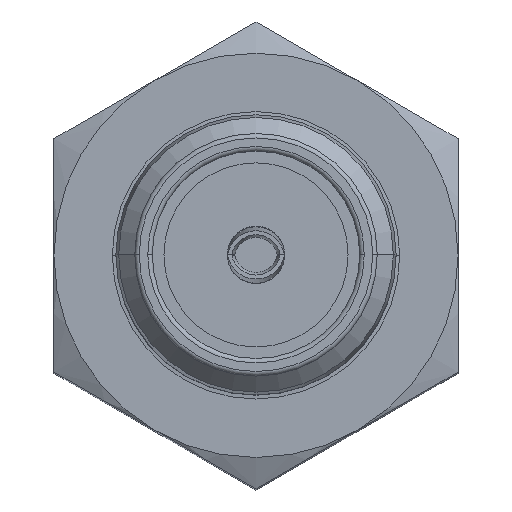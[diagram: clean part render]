
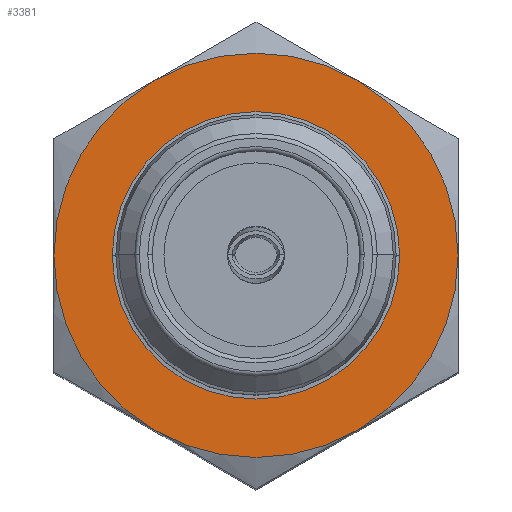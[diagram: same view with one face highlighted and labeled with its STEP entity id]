
A CAD part, top view. The second image highlights one B-rep face of the part: STEP entity #3381.
In plain terms, the highlighted planar face has unit normal (0, 0, 1).
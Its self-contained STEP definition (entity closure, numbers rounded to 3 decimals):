
#110 = CIRCLE ( 'NONE', #2862, 4.5 ) ;
#135 = CIRCLE ( 'NONE', #3059, 3.2 ) ;
#635 = EDGE_LOOP ( 'NONE', ( #1493, #1485 ) ) ;
#704 = CARTESIAN_POINT ( 'NONE',  ( 0., 0., -7.7 ) ) ;
#705 = DIRECTION ( 'NONE',  ( 0., 0., 1. ) ) ;
#706 = DIRECTION ( 'NONE',  ( 1., 0., 0. ) ) ;
#822 = CIRCLE ( 'NONE', #2212, 4.5 ) ;
#824 = CIRCLE ( 'NONE', #2210, 4.5 ) ;
#852 = CIRCLE ( 'NONE', #2220, 3.2 ) ;
#903 = CIRCLE ( 'NONE', #2845, 4.5 ) ;
#906 = CIRCLE ( 'NONE', #2847, 4.5 ) ;
#917 = CIRCLE ( 'NONE', #2852, 4.5 ) ;
#1485 = ORIENTED_EDGE ( 'NONE', *, *, #1603, .F. ) ;
#1493 = ORIENTED_EDGE ( 'NONE', *, *, #3175, .F. ) ;
#1494 = ORIENTED_EDGE ( 'NONE', *, *, #2898, .T. ) ;
#1497 = ORIENTED_EDGE ( 'NONE', *, *, #1580, .T. ) ;
#1506 = EDGE_LOOP ( 'NONE', ( #1494, #2990, #2986, #1497, #1683, #1698 ) ) ;
#1580 = EDGE_CURVE ( 'NONE', #3442, #3449, #824, .T. ) ;
#1586 = EDGE_CURVE ( 'NONE', #3434, #3426, #822, .T. ) ;
#1603 = EDGE_CURVE ( 'NONE', #3217, #3186, #852, .T. ) ;
#1683 = ORIENTED_EDGE ( 'NONE', *, *, #2950, .T. ) ;
#1698 = ORIENTED_EDGE ( 'NONE', *, *, #2900, .T. ) ;
#1785 = CARTESIAN_POINT ( 'NONE',  ( 0., 0., -7.7 ) ) ;
#1786 = DIRECTION ( 'NONE',  ( 0., 0., 1. ) ) ;
#1787 = DIRECTION ( 'NONE',  ( 1., 0., 0. ) ) ;
#1837 = CARTESIAN_POINT ( 'NONE',  ( 0., 0., -7.7 ) ) ;
#1838 = DIRECTION ( 'NONE',  ( 0., 0., 1. ) ) ;
#1839 = DIRECTION ( 'NONE',  ( 1., 0., 0. ) ) ;
#1844 = CARTESIAN_POINT ( 'NONE',  ( 0., 0., -7.7 ) ) ;
#1845 = DIRECTION ( 'NONE',  ( 0., 0., 1. ) ) ;
#1846 = DIRECTION ( 'NONE',  ( 1., 0., 0. ) ) ;
#1909 = DIRECTION ( 'NONE',  ( 0., 0., 1. ) ) ;
#1911 = CARTESIAN_POINT ( 'NONE',  ( 0., 0., -7.7 ) ) ;
#1912 = DIRECTION ( 'NONE',  ( 1., 0., 0. ) ) ;
#2056 = CARTESIAN_POINT ( 'NONE',  ( 2.25, -3.897, -7.7 ) ) ;
#2061 = CARTESIAN_POINT ( 'NONE',  ( -2.25, 3.897, -7.7 ) ) ;
#2069 = CARTESIAN_POINT ( 'NONE',  ( 2.25, 3.897, -7.7 ) ) ;
#2075 = CARTESIAN_POINT ( 'NONE',  ( 4.5, 0., -7.7 ) ) ;
#2077 = CARTESIAN_POINT ( 'NONE',  ( -4.5, 0., -7.7 ) ) ;
#2084 = CARTESIAN_POINT ( 'NONE',  ( -2.25, -3.897, -7.7 ) ) ;
#2210 = AXIS2_PLACEMENT_3D ( 'NONE', #1911, #1909, #1912 ) ;
#2212 = AXIS2_PLACEMENT_3D ( 'NONE', #2999, #3000, #3001 ) ;
#2220 = AXIS2_PLACEMENT_3D ( 'NONE', #3042, #3043, #3044 ) ;
#2279 = CARTESIAN_POINT ( 'NONE',  ( -3.2, 0., -7.7 ) ) ;
#2510 = AXIS2_PLACEMENT_3D ( 'NONE', #2664, #2665, #2666 ) ;
#2601 = CARTESIAN_POINT ( 'NONE',  ( 0., 0., -7.7 ) ) ;
#2602 = DIRECTION ( 'NONE',  ( 0., 0., 1. ) ) ;
#2603 = DIRECTION ( 'NONE',  ( 1., 0., 0. ) ) ;
#2628 = CARTESIAN_POINT ( 'NONE',  ( 3.2, 0., -7.7 ) ) ;
#2657 = PLANE ( 'NONE',  #2510 ) ;
#2664 = CARTESIAN_POINT ( 'NONE',  ( 0., 3.2, -7.7 ) ) ;
#2665 = DIRECTION ( 'NONE',  ( 0., 0., -1. ) ) ;
#2666 = DIRECTION ( 'NONE',  ( -1., 0., 0. ) ) ;
#2845 = AXIS2_PLACEMENT_3D ( 'NONE', #1837, #1838, #1839 ) ;
#2847 = AXIS2_PLACEMENT_3D ( 'NONE', #1844, #1845, #1846 ) ;
#2852 = AXIS2_PLACEMENT_3D ( 'NONE', #704, #705, #706 ) ;
#2862 = AXIS2_PLACEMENT_3D ( 'NONE', #1785, #1786, #1787 ) ;
#2898 = EDGE_CURVE ( 'NONE', #3440, #3434, #903, .T. ) ;
#2900 = EDGE_CURVE ( 'NONE', #3421, #3440, #906, .T. ) ;
#2916 = EDGE_CURVE ( 'NONE', #3426, #3442, #917, .T. ) ;
#2950 = EDGE_CURVE ( 'NONE', #3449, #3421, #110, .T. ) ;
#2986 = ORIENTED_EDGE ( 'NONE', *, *, #2916, .T. ) ;
#2990 = ORIENTED_EDGE ( 'NONE', *, *, #1586, .T. ) ;
#2999 = CARTESIAN_POINT ( 'NONE',  ( 0., 0., -7.7 ) ) ;
#3000 = DIRECTION ( 'NONE',  ( 0., 0., 1. ) ) ;
#3001 = DIRECTION ( 'NONE',  ( 1., 0., 0. ) ) ;
#3042 = CARTESIAN_POINT ( 'NONE',  ( 0., 0., -7.7 ) ) ;
#3043 = DIRECTION ( 'NONE',  ( 0., 0., 1. ) ) ;
#3044 = DIRECTION ( 'NONE',  ( 1., 0., 0. ) ) ;
#3059 = AXIS2_PLACEMENT_3D ( 'NONE', #2601, #2602, #2603 ) ;
#3175 = EDGE_CURVE ( 'NONE', #3186, #3217, #135, .T. ) ;
#3186 = VERTEX_POINT ( 'NONE', #2628 ) ;
#3217 = VERTEX_POINT ( 'NONE', #2279 ) ;
#3247 = FACE_BOUND ( 'NONE', #635, .T. ) ;
#3248 = FACE_OUTER_BOUND ( 'NONE', #1506, .T. ) ;
#3381 = ADVANCED_FACE ( 'NONE', ( #3247, #3248 ), #2657, .F. ) ;
#3421 = VERTEX_POINT ( 'NONE', #2056 ) ;
#3426 = VERTEX_POINT ( 'NONE', #2061 ) ;
#3434 = VERTEX_POINT ( 'NONE', #2069 ) ;
#3440 = VERTEX_POINT ( 'NONE', #2075 ) ;
#3442 = VERTEX_POINT ( 'NONE', #2077 ) ;
#3449 = VERTEX_POINT ( 'NONE', #2084 ) ;
